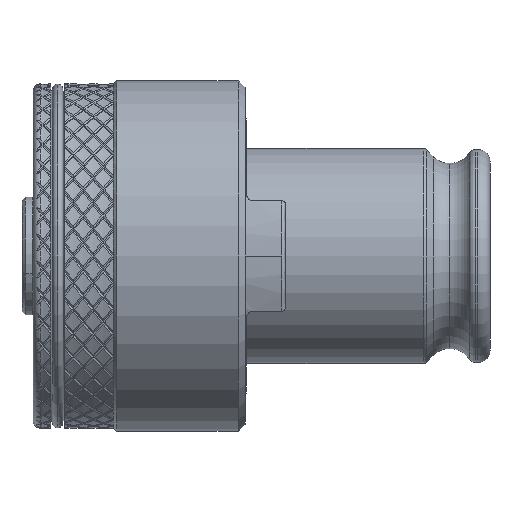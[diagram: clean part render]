
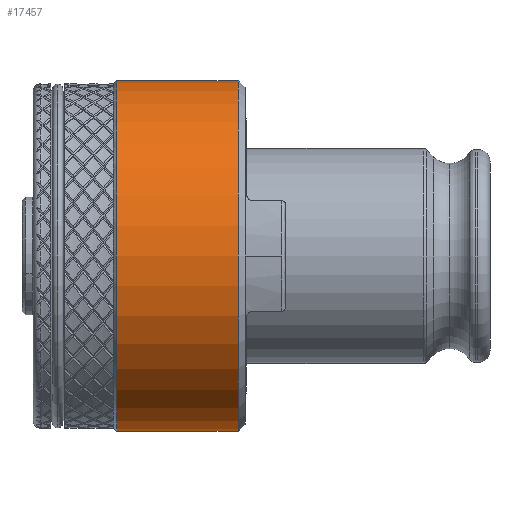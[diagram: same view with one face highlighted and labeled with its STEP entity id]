
A CAD part, front view. The second image highlights one B-rep face of the part: STEP entity #17457.
In plain terms, the highlighted cylindrical face has radius 25.25 mm (diameter 50.5 mm), a partial arc.
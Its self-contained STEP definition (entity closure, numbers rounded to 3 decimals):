
#762 = EDGE_CURVE ( 'NONE', #14380, #65413, #1543, .T. ) ;
#1543 = CIRCLE ( 'NONE', #3826, 25.25 ) ;
#3826 = AXIS2_PLACEMENT_3D ( 'NONE', #33937, #33802, #33707 ) ;
#5518 = ORIENTED_EDGE ( 'NONE', *, *, #64758, .T. ) ;
#5868 = ORIENTED_EDGE ( 'NONE', *, *, #762, .F. ) ;
#10262 = DIRECTION ( 'NONE',  ( -1., 0., 0. ) ) ;
#13576 = CARTESIAN_POINT ( 'NONE',  ( -9.397, 0., 25.25 ) ) ;
#14380 = VERTEX_POINT ( 'NONE', #23031 ) ;
#17129 = CYLINDRICAL_SURFACE ( 'NONE', #59422, 25.25 ) ;
#17362 = CIRCLE ( 'NONE', #49583, 25.25 ) ;
#17457 = ADVANCED_FACE ( 'NONE', ( #30885 ), #17129, .T. ) ;
#19197 = CARTESIAN_POINT ( 'NONE',  ( 9.103, 0., 25.25 ) ) ;
#20739 = DIRECTION ( 'NONE',  ( -1., 0., 0. ) ) ;
#23031 = CARTESIAN_POINT ( 'NONE',  ( -9.397, 0., -25.25 ) ) ;
#23863 = EDGE_CURVE ( 'NONE', #65612, #65413, #55343, .T. ) ;
#27819 = VECTOR ( 'NONE', #49992, 1000. ) ;
#30885 = FACE_OUTER_BOUND ( 'NONE', #38850, .T. ) ;
#31546 = ORIENTED_EDGE ( 'NONE', *, *, #34058, .F. ) ;
#33707 = DIRECTION ( 'NONE',  ( 0., 0., -1. ) ) ;
#33802 = DIRECTION ( 'NONE',  ( -1., 0., 0. ) ) ;
#33937 = CARTESIAN_POINT ( 'NONE',  ( -9.397, 0., 0. ) ) ;
#34058 = EDGE_CURVE ( 'NONE', #56173, #14380, #62107, .T. ) ;
#34284 = CARTESIAN_POINT ( 'NONE',  ( 8.103, 0., -25.25 ) ) ;
#36367 = VECTOR ( 'NONE', #65096, 1000. ) ;
#36466 = DIRECTION ( 'NONE',  ( 0., 0., -1. ) ) ;
#38850 = EDGE_LOOP ( 'NONE', ( #5518, #59454, #5868, #31546 ) ) ;
#41432 = CARTESIAN_POINT ( 'NONE',  ( 8.103, 0., 0. ) ) ;
#46553 = DIRECTION ( 'NONE',  ( 0., 0., -1. ) ) ;
#47601 = CARTESIAN_POINT ( 'NONE',  ( 8.103, 0., 25.25 ) ) ;
#49583 = AXIS2_PLACEMENT_3D ( 'NONE', #41432, #10262, #46553 ) ;
#49992 = DIRECTION ( 'NONE',  ( -1., 0., 0. ) ) ;
#54823 = CARTESIAN_POINT ( 'NONE',  ( 9.103, 0., -25.25 ) ) ;
#55343 = LINE ( 'NONE', #19197, #27819 ) ;
#56173 = VERTEX_POINT ( 'NONE', #34284 ) ;
#59422 = AXIS2_PLACEMENT_3D ( 'NONE', #62530, #20739, #36466 ) ;
#59454 = ORIENTED_EDGE ( 'NONE', *, *, #23863, .T. ) ;
#62107 = LINE ( 'NONE', #54823, #36367 ) ;
#62530 = CARTESIAN_POINT ( 'NONE',  ( 9.103, 0., 0. ) ) ;
#64758 = EDGE_CURVE ( 'NONE', #56173, #65612, #17362, .T. ) ;
#65096 = DIRECTION ( 'NONE',  ( -1., 0., 0. ) ) ;
#65413 = VERTEX_POINT ( 'NONE', #13576 ) ;
#65612 = VERTEX_POINT ( 'NONE', #47601 ) ;
